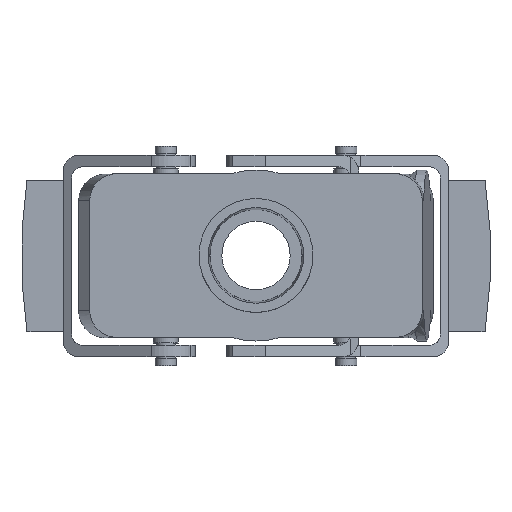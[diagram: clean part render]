
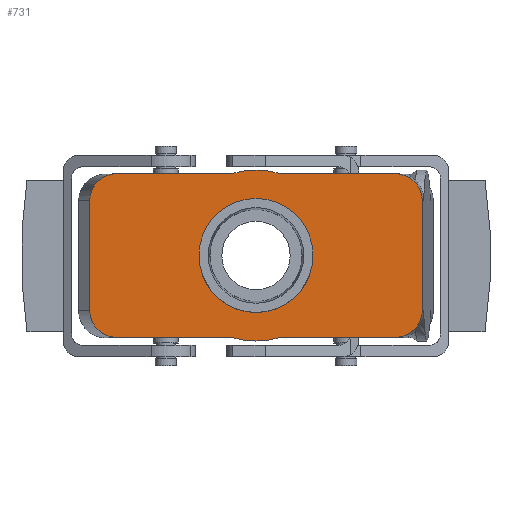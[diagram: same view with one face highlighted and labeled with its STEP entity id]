
A CAD part, top view. The second image highlights one B-rep face of the part: STEP entity #731.
In plain terms, the highlighted planar face has unit normal (0, 0, 1).
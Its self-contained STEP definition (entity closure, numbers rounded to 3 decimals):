
#731 = ADVANCED_FACE( '', ( #1500, #1501 ), #1502, .T. );
#1500 = FACE_BOUND( '', #2276, .T. );
#1501 = FACE_OUTER_BOUND( '', #2277, .T. );
#1502 = PLANE( '', #2278 );
#2276 = EDGE_LOOP( '', ( #4374 ) );
#2277 = EDGE_LOOP( '', ( #4375, #4376, #4377, #4378, #4379, #4380, #4381, #4382, #4383, #4384, #4385, #4386 ) );
#2278 = AXIS2_PLACEMENT_3D( '', #4387, #4388, #4389 );
#4374 = ORIENTED_EDGE( '', *, *, #5185, .F. );
#4375 = ORIENTED_EDGE( '', *, *, #5211, .T. );
#4376 = ORIENTED_EDGE( '', *, *, #4980, .T. );
#4377 = ORIENTED_EDGE( '', *, *, #4476, .T. );
#4378 = ORIENTED_EDGE( '', *, *, #5197, .F. );
#4379 = ORIENTED_EDGE( '', *, *, #5045, .F. );
#4380 = ORIENTED_EDGE( '', *, *, #4811, .F. );
#4381 = ORIENTED_EDGE( '', *, *, #4990, .T. );
#4382 = ORIENTED_EDGE( '', *, *, #5158, .T. );
#4383 = ORIENTED_EDGE( '', *, *, #4720, .F. );
#4384 = ORIENTED_EDGE( '', *, *, #4847, .F. );
#4385 = ORIENTED_EDGE( '', *, *, #4639, .F. );
#4386 = ORIENTED_EDGE( '', *, *, #5093, .T. );
#4387 = CARTESIAN_POINT( '', ( -43.75, 0., 76. ) );
#4388 = DIRECTION( '', ( 0., 0., 1. ) );
#4389 = DIRECTION( '', ( 1., 0., 0. ) );
#4476 = EDGE_CURVE( '', #5288, #5292, #5294, .T. );
#4639 = EDGE_CURVE( '', #5581, #5570, #5583, .T. );
#4720 = EDGE_CURVE( '', #5716, #5718, #5719, .T. );
#4811 = EDGE_CURVE( '', #5856, #5858, #5859, .T. );
#4847 = EDGE_CURVE( '', #5570, #5716, #5913, .T. );
#4980 = EDGE_CURVE( '', #6092, #5288, #6095, .T. );
#4990 = EDGE_CURVE( '', #5856, #6106, #6108, .T. );
#5045 = EDGE_CURVE( '', #5858, #6181, #6182, .T. );
#5093 = EDGE_CURVE( '', #5581, #6236, #6238, .T. );
#5158 = EDGE_CURVE( '', #6106, #5718, #6319, .T. );
#5185 = EDGE_CURVE( '', #6349, #6349, #6350, .T. );
#5197 = EDGE_CURVE( '', #6181, #5292, #6364, .T. );
#5211 = EDGE_CURVE( '', #6236, #6092, #6379, .T. );
#5288 = VERTEX_POINT( '', #6472 );
#5292 = VERTEX_POINT( '', #6477 );
#5294 = CIRCLE( '', #6480, 22.5 );
#5570 = VERTEX_POINT( '', #6924 );
#5581 = VERTEX_POINT( '', #6940 );
#5583 = ELLIPSE( '', #6943, 7.009, 7. );
#5716 = VERTEX_POINT( '', #7161 );
#5718 = VERTEX_POINT( '', #7164 );
#5719 = CIRCLE( '', #7165, 22.5 );
#5856 = VERTEX_POINT( '', #7356 );
#5858 = VERTEX_POINT( '', #7359 );
#5859 = LINE( '', #7360, #7361 );
#5913 = LINE( '', #7432, #7433 );
#6092 = VERTEX_POINT( '', #7752 );
#6095 = LINE( '', #7757, #7758 );
#6106 = VERTEX_POINT( '', #7793 );
#6108 = ELLIPSE( '', #7796, 7.009, 7. );
#6181 = VERTEX_POINT( '', #7903 );
#6182 = ELLIPSE( '', #7904, 7.009, 7. );
#6236 = VERTEX_POINT( '', #8002 );
#6238 = LINE( '', #8005, #8006 );
#6319 = LINE( '', #8130, #8131 );
#6349 = VERTEX_POINT( '', #8172 );
#6350 = CIRCLE( '', #8173, 15. );
#6364 = LINE( '', #8192, #8193 );
#6379 = ELLIPSE( '', #8210, 7.009, 7. );
#6472 = CARTESIAN_POINT( '', ( -6.633, -21.5, 76. ) );
#6477 = CARTESIAN_POINT( '', ( 6.633, -21.5, 76. ) );
#6480 = AXIS2_PLACEMENT_3D( '', #8280, #8281, #8282 );
#6924 = CARTESIAN_POINT( '', ( -36.741, 21.5, 76. ) );
#6940 = CARTESIAN_POINT( '', ( -43.75, 14.5, 76. ) );
#6943 = AXIS2_PLACEMENT_3D( '', #8460, #8461, #8462 );
#7161 = CARTESIAN_POINT( '', ( -6.633, 21.5, 76. ) );
#7164 = CARTESIAN_POINT( '', ( 6.633, 21.5, 76. ) );
#7165 = AXIS2_PLACEMENT_3D( '', #8551, #8552, #8553 );
#7356 = CARTESIAN_POINT( '', ( 43.75, 14.5, 76. ) );
#7359 = CARTESIAN_POINT( '', ( 43.75, -14.5, 76. ) );
#7360 = CARTESIAN_POINT( '', ( 43.75, 0., 76. ) );
#7361 = VECTOR( '', #8648, 1000. );
#7432 = CARTESIAN_POINT( '', ( -43.75, 21.5, 76. ) );
#7433 = VECTOR( '', #8696, 1000. );
#7752 = CARTESIAN_POINT( '', ( -36.741, -21.5, 76. ) );
#7757 = CARTESIAN_POINT( '', ( -43.75, -21.5, 76. ) );
#7758 = VECTOR( '', #8822, 1000. );
#7793 = CARTESIAN_POINT( '', ( 36.741, 21.5, 76. ) );
#7796 = AXIS2_PLACEMENT_3D( '', #8829, #8830, #8831 );
#7903 = CARTESIAN_POINT( '', ( 36.741, -21.5, 76. ) );
#7904 = AXIS2_PLACEMENT_3D( '', #8881, #8882, #8883 );
#8002 = CARTESIAN_POINT( '', ( -43.75, -14.5, 76. ) );
#8005 = CARTESIAN_POINT( '', ( -43.75, 0., 76. ) );
#8006 = VECTOR( '', #8920, 1000. );
#8130 = CARTESIAN_POINT( '', ( 43.75, 21.5, 76. ) );
#8131 = VECTOR( '', #8979, 1000. );
#8172 = CARTESIAN_POINT( '', ( 15., 0., 76. ) );
#8173 = AXIS2_PLACEMENT_3D( '', #8994, #8995, #8996 );
#8192 = CARTESIAN_POINT( '', ( 43.75, -21.5, 76. ) );
#8193 = VECTOR( '', #9008, 1000. );
#8210 = AXIS2_PLACEMENT_3D( '', #9014, #9015, #9016 );
#8280 = CARTESIAN_POINT( '', ( 0., 0., 76. ) );
#8281 = DIRECTION( '', ( 0., 0., 1. ) );
#8282 = DIRECTION( '', ( 1., 0., 0. ) );
#8460 = CARTESIAN_POINT( '', ( -36.741, 14.5, 76. ) );
#8461 = DIRECTION( '', ( 0., 0., -1. ) );
#8462 = DIRECTION( '', ( -1., 0., 0. ) );
#8551 = CARTESIAN_POINT( '', ( 0., 0., 76. ) );
#8552 = DIRECTION( '', ( 0., 0., -1. ) );
#8553 = DIRECTION( '', ( 1., 0., 0. ) );
#8648 = DIRECTION( '', ( 0., -1., 0. ) );
#8696 = DIRECTION( '', ( 1., 0., 0. ) );
#8822 = DIRECTION( '', ( 1., 0., 0. ) );
#8829 = CARTESIAN_POINT( '', ( 36.741, 14.5, 76. ) );
#8830 = DIRECTION( '', ( 0., 0., 1. ) );
#8831 = DIRECTION( '', ( 1., 0., 0. ) );
#8881 = CARTESIAN_POINT( '', ( 36.741, -14.5, 76. ) );
#8882 = DIRECTION( '', ( 0., 0., -1. ) );
#8883 = DIRECTION( '', ( 1., 0., 0. ) );
#8920 = DIRECTION( '', ( 0., -1., 0. ) );
#8979 = DIRECTION( '', ( -1., 0., 0. ) );
#8994 = CARTESIAN_POINT( '', ( 0., 0., 76. ) );
#8995 = DIRECTION( '', ( 0., 0., 1. ) );
#8996 = DIRECTION( '', ( 1., 0., 0. ) );
#9008 = DIRECTION( '', ( -1., 0., 0. ) );
#9014 = CARTESIAN_POINT( '', ( -36.741, -14.5, 76. ) );
#9015 = DIRECTION( '', ( 0., 0., 1. ) );
#9016 = DIRECTION( '', ( -1., 0., 0. ) );
